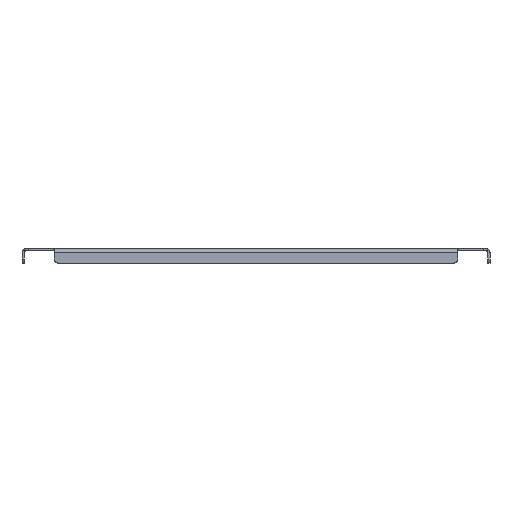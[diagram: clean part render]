
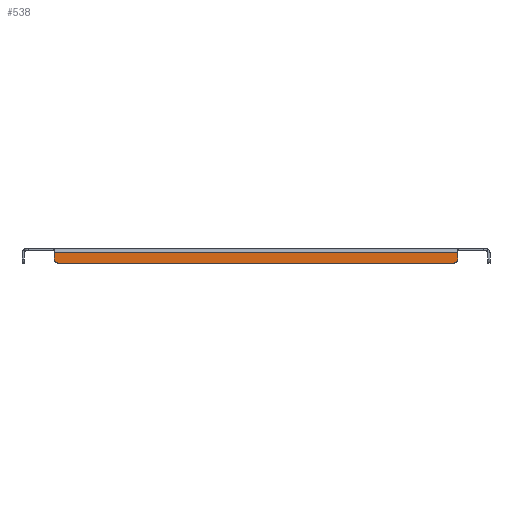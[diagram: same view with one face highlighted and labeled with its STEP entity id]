
A CAD part, front view. The second image highlights one B-rep face of the part: STEP entity #538.
In plain terms, the highlighted planar face has unit normal (0, -1, 0).
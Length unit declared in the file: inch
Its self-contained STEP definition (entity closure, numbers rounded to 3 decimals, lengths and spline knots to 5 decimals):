
#18 = DIRECTION ( 'NONE',  ( 0., -1., 0. ) ) ;
#65 = VERTEX_POINT ( 'NONE', #2811 ) ;
#251 = DIRECTION ( 'NONE',  ( 0., 0., -1. ) ) ;
#400 = EDGE_CURVE ( 'NONE', #898, #1931, #3145, .T. ) ;
#438 = DIRECTION ( 'NONE',  ( 0., -1., 0. ) ) ;
#443 = AXIS2_PLACEMENT_3D ( 'NONE', #3083, #18, #2091 ) ;
#468 = CARTESIAN_POINT ( 'NONE',  ( -12.46875, -21.09375, -0.625 ) ) ;
#489 = VECTOR ( 'NONE', #251, 39.37008 ) ;
#531 = CARTESIAN_POINT ( 'NONE',  ( 12.46875, -21.09375, -0.625 ) ) ;
#538 = ADVANCED_FACE ( 'NONE', ( #1467 ), #1420, .T. ) ;
#552 = VECTOR ( 'NONE', #830, 39.37008 ) ;
#599 = VECTOR ( 'NONE', #1401, 39.37008 ) ;
#606 = EDGE_CURVE ( 'NONE', #65, #2473, #1184, .T. ) ;
#717 = ORIENTED_EDGE ( 'NONE', *, *, #2728, .T. ) ;
#762 = LINE ( 'NONE', #3238, #599 ) ;
#818 = AXIS2_PLACEMENT_3D ( 'NONE', #2470, #438, #1985 ) ;
#830 = DIRECTION ( 'NONE',  ( 1., 0., 0. ) ) ;
#873 = ORIENTED_EDGE ( 'NONE', *, *, #3174, .T. ) ;
#898 = VERTEX_POINT ( 'NONE', #2660 ) ;
#1152 = DIRECTION ( 'NONE',  ( 1., 0., 0. ) ) ;
#1184 = LINE ( 'NONE', #2503, #3249 ) ;
#1245 = EDGE_CURVE ( 'NONE', #2614, #898, #3239, .T. ) ;
#1278 = ORIENTED_EDGE ( 'NONE', *, *, #2748, .T. ) ;
#1401 = DIRECTION ( 'NONE',  ( 0., 0., 1. ) ) ;
#1420 = PLANE ( 'NONE',  #818 ) ;
#1467 = FACE_OUTER_BOUND ( 'NONE', #2452, .T. ) ;
#1580 = LINE ( 'NONE', #2534, #489 ) ;
#1627 = ORIENTED_EDGE ( 'NONE', *, *, #606, .F. ) ;
#1884 = ORIENTED_EDGE ( 'NONE', *, *, #400, .T. ) ;
#1931 = VERTEX_POINT ( 'NONE', #3274 ) ;
#1985 = DIRECTION ( 'NONE',  ( 0., 0., -1. ) ) ;
#2067 = CARTESIAN_POINT ( 'NONE',  ( -12.21875, -21.09375, -0.625 ) ) ;
#2091 = DIRECTION ( 'NONE',  ( 0., 0., -1. ) ) ;
#2102 = DIRECTION ( 'NONE',  ( 0., -1., 0. ) ) ;
#2106 = CARTESIAN_POINT ( 'NONE',  ( -14.34375, -21.09375, -0.875 ) ) ;
#2350 = CARTESIAN_POINT ( 'NONE',  ( 12.46875, -21.09375, -0.237 ) ) ;
#2424 = CIRCLE ( 'NONE', #443, 0.25 ) ;
#2452 = EDGE_LOOP ( 'NONE', ( #1278, #2872, #1884, #717, #873, #1627 ) ) ;
#2470 = CARTESIAN_POINT ( 'NONE',  ( -14.34375, -21.09375, 0. ) ) ;
#2473 = VERTEX_POINT ( 'NONE', #2350 ) ;
#2503 = CARTESIAN_POINT ( 'NONE',  ( 12.46875, -21.09375, -0.237 ) ) ;
#2534 = CARTESIAN_POINT ( 'NONE',  ( -12.46875, -21.09375, 0. ) ) ;
#2614 = VERTEX_POINT ( 'NONE', #468 ) ;
#2660 = CARTESIAN_POINT ( 'NONE',  ( -12.21875, -21.09375, -0.875 ) ) ;
#2728 = EDGE_CURVE ( 'NONE', #1931, #2762, #2424, .T. ) ;
#2748 = EDGE_CURVE ( 'NONE', #65, #2614, #1580, .T. ) ;
#2762 = VERTEX_POINT ( 'NONE', #531 ) ;
#2811 = CARTESIAN_POINT ( 'NONE',  ( -12.46875, -21.09375, -0.237 ) ) ;
#2861 = AXIS2_PLACEMENT_3D ( 'NONE', #2067, #2102, #2871 ) ;
#2871 = DIRECTION ( 'NONE',  ( 0., 0., -1. ) ) ;
#2872 = ORIENTED_EDGE ( 'NONE', *, *, #1245, .T. ) ;
#3083 = CARTESIAN_POINT ( 'NONE',  ( 12.21875, -21.09375, -0.625 ) ) ;
#3145 = LINE ( 'NONE', #2106, #552 ) ;
#3174 = EDGE_CURVE ( 'NONE', #2762, #2473, #762, .T. ) ;
#3238 = CARTESIAN_POINT ( 'NONE',  ( 12.46875, -21.09375, 0. ) ) ;
#3239 = CIRCLE ( 'NONE', #2861, 0.25 ) ;
#3249 = VECTOR ( 'NONE', #1152, 39.37008 ) ;
#3274 = CARTESIAN_POINT ( 'NONE',  ( 12.21875, -21.09375, -0.875 ) ) ;
